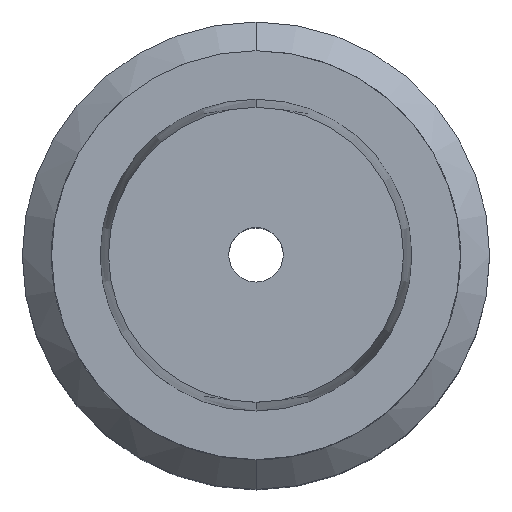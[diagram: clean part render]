
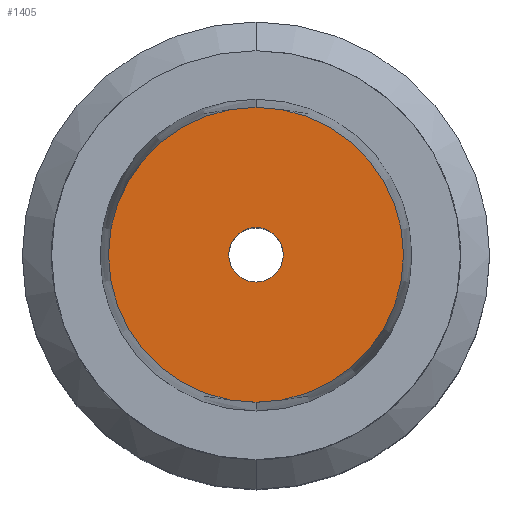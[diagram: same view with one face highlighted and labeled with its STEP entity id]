
A CAD part, top view. The second image highlights one B-rep face of the part: STEP entity #1405.
In plain terms, the highlighted planar face has unit normal (0, 0, 1).
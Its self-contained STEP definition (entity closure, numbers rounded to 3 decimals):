
#125=CARTESIAN_POINT('',(0.,0.,32.));
#126=DIRECTION('',(0.,0.,1.));
#127=DIRECTION('',(0.,1.,0.));
#128=AXIS2_PLACEMENT_3D('',#125,#126,#127);
#133=CARTESIAN_POINT('',(0.,0.,32.));
#134=DIRECTION('',(0.,0.,-1.));
#135=DIRECTION('',(0.,1.,0.));
#136=AXIS2_PLACEMENT_3D('',#133,#134,#135);
#141=CARTESIAN_POINT('',(0.,0.,32.));
#142=DIRECTION('',(0.,0.,-1.));
#143=DIRECTION('',(0.,1.,0.));
#144=AXIS2_PLACEMENT_3D('',#141,#142,#143);
#149=CARTESIAN_POINT('',(0.,0.,32.));
#150=DIRECTION('',(0.,0.,-1.));
#151=DIRECTION('',(0.,-1.,0.));
#152=AXIS2_PLACEMENT_3D('',#149,#150,#151);
#1155=CARTESIAN_POINT('',(0.,4.2,32.));
#1156=CARTESIAN_POINT('',(0.,-4.2,32.));
#1157=VERTEX_POINT('',#1155);
#1158=VERTEX_POINT('',#1156);
#1213=CARTESIAN_POINT('',(0.,22.717,32.));
#1214=VERTEX_POINT('',#1213);
#1215=CARTESIAN_POINT('',(0.,-22.717,32.));
#1216=VERTEX_POINT('',#1215);
#1390=CARTESIAN_POINT('',(0.,0.,32.));
#1391=DIRECTION('',(0.,0.,-1.));
#1392=DIRECTION('',(0.,-1.,0.));
#1393=AXIS2_PLACEMENT_3D('',#1390,#1391,#1392);
#1394=PLANE('',#1393);
#1396=ORIENTED_EDGE('',*,*,#1395,.F.);
#1398=ORIENTED_EDGE('',*,*,#1397,.T.);
#1399=EDGE_LOOP('',(#1396,#1398));
#1400=FACE_OUTER_BOUND('',#1399,.F.);
#1401=ORIENTED_EDGE('',*,*,#1370,.F.);
#1402=ORIENTED_EDGE('',*,*,#1384,.F.);
#1403=EDGE_LOOP('',(#1401,#1402));
#1404=FACE_BOUND('',#1403,.F.);
#129=CIRCLE('',#128,22.717);
#137=CIRCLE('',#136,22.717);
#145=CIRCLE('',#144,4.2);
#153=CIRCLE('',#152,4.2);
#1370=EDGE_CURVE('',#1157,#1158,#145,.T.);
#1384=EDGE_CURVE('',#1158,#1157,#153,.T.);
#1395=EDGE_CURVE('',#1214,#1216,#129,.T.);
#1397=EDGE_CURVE('',#1214,#1216,#137,.T.);
#1405=ADVANCED_FACE('',(#1400,#1404),#1394,.F.);
